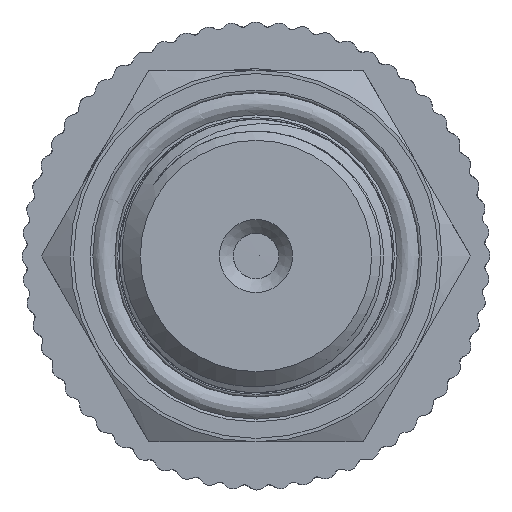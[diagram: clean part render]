
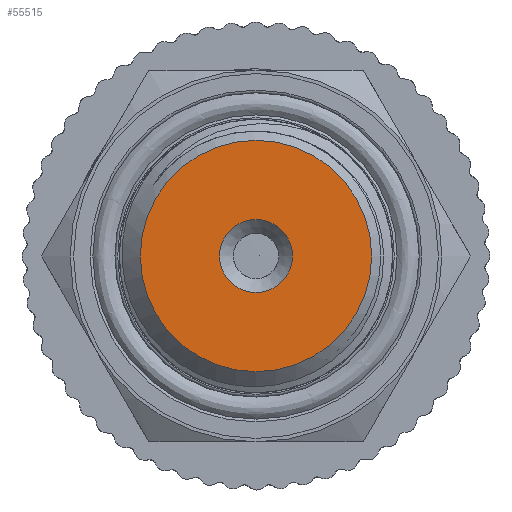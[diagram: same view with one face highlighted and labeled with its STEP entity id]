
A CAD part, left-side view. The second image highlights one B-rep face of the part: STEP entity #55515.
In plain terms, the highlighted planar face has unit normal (-1, 0, 0).
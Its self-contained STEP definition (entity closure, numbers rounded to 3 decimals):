
#4705=PLANE('',#58922);
#7215=FACE_BOUND('',#11805,.T.);
#8275=FACE_OUTER_BOUND('',#11804,.T.);
#11804=EDGE_LOOP('',(#38606));
#11805=EDGE_LOOP('',(#38607));
#15419=CIRCLE('',#58870,8.4);
#15450=CIRCLE('',#58921,2.65);
#22735=VERTEX_POINT('',#93032);
#22764=VERTEX_POINT('',#94761);
#28812=EDGE_CURVE('',#22735,#22735,#15419,.T.);
#28863=EDGE_CURVE('',#22764,#22764,#15450,.T.);
#38606=ORIENTED_EDGE('',*,*,#28812,.T.);
#38607=ORIENTED_EDGE('',*,*,#28863,.T.);
#55515=ADVANCED_FACE('',(#8275,#7215),#4705,.T.);
#58870=AXIS2_PLACEMENT_3D('',#93033,#66962,#66963);
#58921=AXIS2_PLACEMENT_3D('',#94763,#67074,#67075);
#58922=AXIS2_PLACEMENT_3D('',#94764,#67076,#67077);
#66962=DIRECTION('center_axis',(-1.,0.,0.));
#66963=DIRECTION('ref_axis',(0.,1.,0.));
#67074=DIRECTION('center_axis',(1.,0.,0.));
#67075=DIRECTION('ref_axis',(0.,0.,-1.));
#67076=DIRECTION('center_axis',(-1.,0.,0.));
#67077=DIRECTION('ref_axis',(0.,0.,1.));
#93032=CARTESIAN_POINT('',(-61.,-8.4,0.));
#93033=CARTESIAN_POINT('Origin',(-61.,0.,0.));
#94761=CARTESIAN_POINT('',(-61.,-2.65,0.));
#94763=CARTESIAN_POINT('Origin',(-61.,0.,0.));
#94764=CARTESIAN_POINT('Origin',(-61.,10.,0.));
